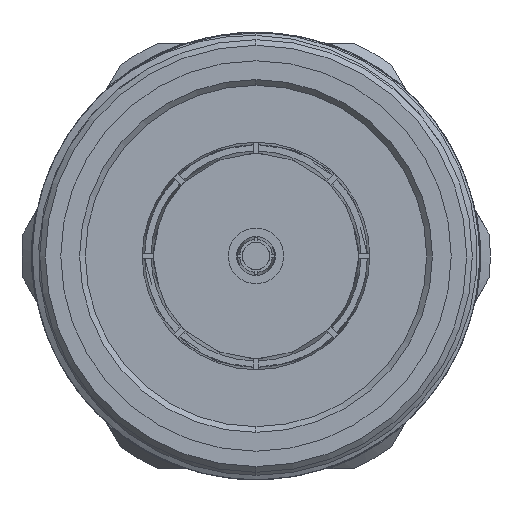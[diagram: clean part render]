
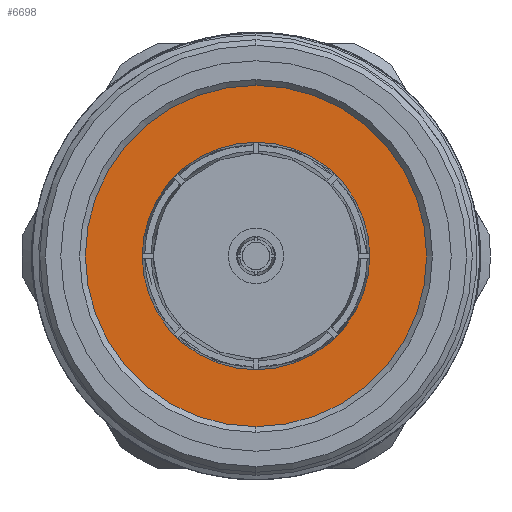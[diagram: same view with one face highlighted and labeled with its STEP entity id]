
A CAD part, left-side view. The second image highlights one B-rep face of the part: STEP entity #6698.
In plain terms, the highlighted planar face has unit normal (-1, 0, 0).
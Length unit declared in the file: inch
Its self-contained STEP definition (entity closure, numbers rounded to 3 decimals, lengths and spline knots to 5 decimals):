
#27 = FACE_OUTER_BOUND ( 'NONE', #10325, .T. ) ;
#450 = CARTESIAN_POINT ( 'NONE',  ( -0.151, 0., 0. ) ) ;
#819 = FACE_BOUND ( 'NONE', #3732, .T. ) ;
#1192 = CIRCLE ( 'NONE', #4107, 0.3 ) ;
#1235 = DIRECTION ( 'NONE',  ( -1., 0., 0. ) ) ;
#1678 = DIRECTION ( 'NONE',  ( -1., 0., 0. ) ) ;
#2092 = CARTESIAN_POINT ( 'NONE',  ( -0.151, 0., 0. ) ) ;
#2692 = CIRCLE ( 'NONE', #9075, 0.3 ) ;
#2771 = DIRECTION ( 'NONE',  ( -1., 0., 0. ) ) ;
#3141 = EDGE_CURVE ( 'NONE', #6329, #10876, #1192, .T. ) ;
#3292 = EDGE_CURVE ( 'NONE', #6479, #7263, #11039, .T. ) ;
#3311 = AXIS2_PLACEMENT_3D ( 'NONE', #10465, #2771, #9540 ) ;
#3313 = DIRECTION ( 'NONE',  ( 0., 0., 1. ) ) ;
#3346 = CARTESIAN_POINT ( 'NONE',  ( -0.151, 0., -0.2 ) ) ;
#3450 = PLANE ( 'NONE',  #3311 ) ;
#3559 = AXIS2_PLACEMENT_3D ( 'NONE', #450, #8315, #10784 ) ;
#3732 = EDGE_LOOP ( 'NONE', ( #10343, #6969 ) ) ;
#4107 = AXIS2_PLACEMENT_3D ( 'NONE', #8382, #9284, #3313 ) ;
#5569 = DIRECTION ( 'NONE',  ( 0., 0., 1. ) ) ;
#5848 = CARTESIAN_POINT ( 'NONE',  ( -0.151, 0., 0. ) ) ;
#5949 = DIRECTION ( 'NONE',  ( 0., 0., 1. ) ) ;
#6259 = ORIENTED_EDGE ( 'NONE', *, *, #3141, .T. ) ;
#6329 = VERTEX_POINT ( 'NONE', #11278 ) ;
#6479 = VERTEX_POINT ( 'NONE', #3346 ) ;
#6698 = ADVANCED_FACE ( 'NONE', ( #27, #819 ), #3450, .T. ) ;
#6969 = ORIENTED_EDGE ( 'NONE', *, *, #3292, .F. ) ;
#7261 = AXIS2_PLACEMENT_3D ( 'NONE', #5848, #1678, #5949 ) ;
#7263 = VERTEX_POINT ( 'NONE', #8965 ) ;
#8098 = CARTESIAN_POINT ( 'NONE',  ( -0.151, 0., -0.3 ) ) ;
#8315 = DIRECTION ( 'NONE',  ( -1., 0., 0. ) ) ;
#8382 = CARTESIAN_POINT ( 'NONE',  ( -0.151, 0., 0. ) ) ;
#8790 = EDGE_CURVE ( 'NONE', #10876, #6329, #2692, .T. ) ;
#8951 = EDGE_CURVE ( 'NONE', #7263, #6479, #11093, .T. ) ;
#8965 = CARTESIAN_POINT ( 'NONE',  ( -0.151, 0., 0.2 ) ) ;
#9075 = AXIS2_PLACEMENT_3D ( 'NONE', #2092, #1235, #5569 ) ;
#9284 = DIRECTION ( 'NONE',  ( -1., 0., 0. ) ) ;
#9540 = DIRECTION ( 'NONE',  ( 0., 0., 1. ) ) ;
#9667 = ORIENTED_EDGE ( 'NONE', *, *, #8790, .T. ) ;
#10325 = EDGE_LOOP ( 'NONE', ( #6259, #9667 ) ) ;
#10343 = ORIENTED_EDGE ( 'NONE', *, *, #8951, .F. ) ;
#10465 = CARTESIAN_POINT ( 'NONE',  ( -0.151, 0., 0. ) ) ;
#10784 = DIRECTION ( 'NONE',  ( 0., 0., 1. ) ) ;
#10876 = VERTEX_POINT ( 'NONE', #8098 ) ;
#11039 = CIRCLE ( 'NONE', #3559, 0.2 ) ;
#11093 = CIRCLE ( 'NONE', #7261, 0.2 ) ;
#11278 = CARTESIAN_POINT ( 'NONE',  ( -0.151, 0., 0.3 ) ) ;
